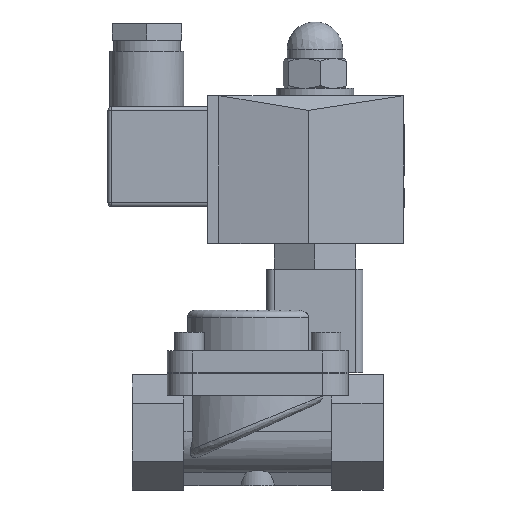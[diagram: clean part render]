
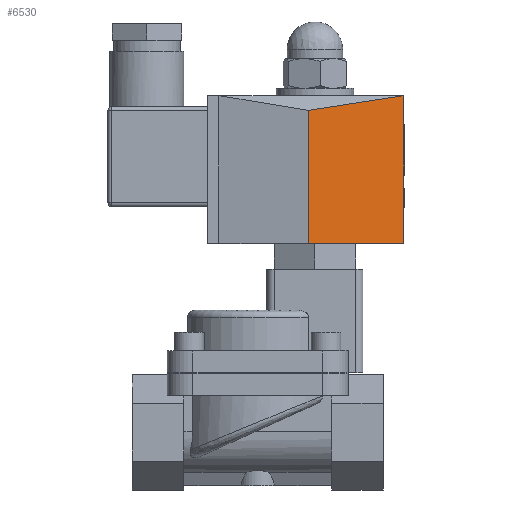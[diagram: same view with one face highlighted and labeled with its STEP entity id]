
A CAD part, top view. The second image highlights one B-rep face of the part: STEP entity #6530.
In plain terms, the highlighted planar face has unit normal (0.154, 0, 0.988).
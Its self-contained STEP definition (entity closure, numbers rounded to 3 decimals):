
#398=PLANE('',#7037);
#695=FACE_OUTER_BOUND('',#1092,.T.);
#1092=EDGE_LOOP('',(#5465,#5466,#5467,#5468));
#1711=LINE('',#10597,#2326);
#1715=LINE('',#10608,#2330);
#1721=LINE('',#10620,#2336);
#1722=LINE('',#10621,#2337);
#2326=VECTOR('',#8440,10.);
#2330=VECTOR('',#8452,10.);
#2336=VECTOR('',#8462,10.);
#2337=VECTOR('',#8463,10.);
#3128=VERTEX_POINT('',#10590);
#3131=VERTEX_POINT('',#10595);
#3134=VERTEX_POINT('',#10607);
#3138=VERTEX_POINT('',#10619);
#3947=EDGE_CURVE('',#3131,#3128,#1711,.T.);
#3951=EDGE_CURVE('',#3131,#3134,#1715,.T.);
#3957=EDGE_CURVE('',#3134,#3138,#1721,.T.);
#3958=EDGE_CURVE('',#3138,#3128,#1722,.T.);
#5465=ORIENTED_EDGE('',*,*,#3951,.T.);
#5466=ORIENTED_EDGE('',*,*,#3957,.T.);
#5467=ORIENTED_EDGE('',*,*,#3958,.T.);
#5468=ORIENTED_EDGE('',*,*,#3947,.F.);
#6530=ADVANCED_FACE('',(#695),#398,.T.);
#7037=AXIS2_PLACEMENT_3D('',#10618,#8460,#8461);
#8440=DIRECTION('',(0.,-1.,0.));
#8452=DIRECTION('',(-0.977,-0.152,0.152));
#8460=DIRECTION('center_axis',(0.154,0.,
0.988));
#8461=DIRECTION('ref_axis',(-0.988,0.,0.154));
#8462=DIRECTION('',(0.,-1.,0.));
#8463=DIRECTION('',(0.988,0.,-0.154));
#10590=CARTESIAN_POINT('',(39.5,41.1,15.5));
#10595=CARTESIAN_POINT('',(39.5,81.1,15.5));
#10597=CARTESIAN_POINT('',(39.5,81.1,15.5));
#10607=CARTESIAN_POINT('',(13.741,77.1,19.521));
#10608=CARTESIAN_POINT('',(39.5,81.1,15.5));
#10618=CARTESIAN_POINT('Origin',(39.5,81.1,15.5));
#10619=CARTESIAN_POINT('',(13.741,41.1,19.521));
#10620=CARTESIAN_POINT('',(13.741,81.1,19.521));
#10621=CARTESIAN_POINT('',(27.744,41.1,17.335));
